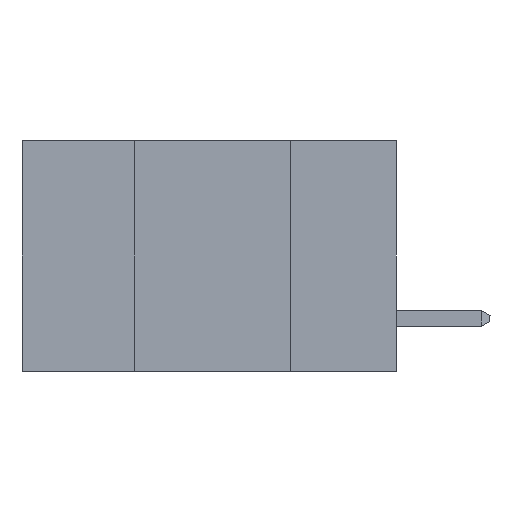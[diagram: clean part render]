
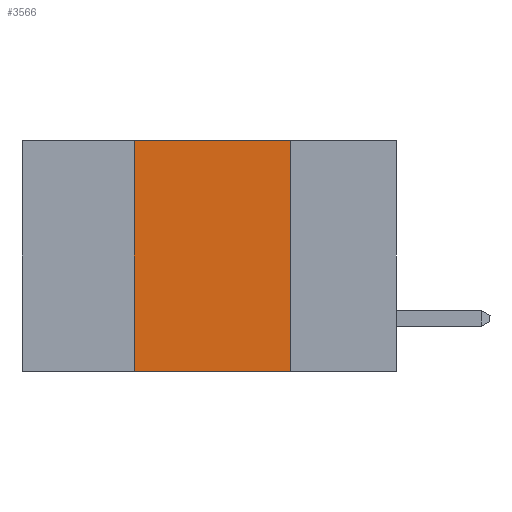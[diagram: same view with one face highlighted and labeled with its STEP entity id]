
A CAD part, left-side view. The second image highlights one B-rep face of the part: STEP entity #3566.
In plain terms, the highlighted planar face has unit normal (-1, 0, 0).
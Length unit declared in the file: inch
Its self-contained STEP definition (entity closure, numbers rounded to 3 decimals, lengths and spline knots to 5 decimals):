
#152 = VECTOR ( 'NONE', #4175, 39.37008 ) ;
#286 = LINE ( 'NONE', #10012, #788 ) ;
#788 = VECTOR ( 'NONE', #10030, 39.37008 ) ;
#976 = EDGE_LOOP ( 'NONE', ( #4700, #15972, #9331, #17073 ) ) ;
#1743 = PLANE ( 'NONE',  #8741 ) ;
#3013 = EDGE_CURVE ( 'NONE', #9016, #6504, #4381, .T. ) ;
#3566 = ADVANCED_FACE ( 'NONE', ( #6391 ), #1743, .F. ) ;
#4175 = DIRECTION ( 'NONE',  ( 0., -1., 0. ) ) ;
#4238 = CARTESIAN_POINT ( 'NONE',  ( 0., 0.6, -0.37 ) ) ;
#4381 = LINE ( 'NONE', #16991, #11217 ) ;
#4700 = ORIENTED_EDGE ( 'NONE', *, *, #10587, .F. ) ;
#4728 = VECTOR ( 'NONE', #17474, 39.37008 ) ;
#5184 = LINE ( 'NONE', #17470, #4728 ) ;
#5796 = VERTEX_POINT ( 'NONE', #8036 ) ;
#6391 = FACE_OUTER_BOUND ( 'NONE', #976, .T. ) ;
#6504 = VERTEX_POINT ( 'NONE', #15144 ) ;
#8036 = CARTESIAN_POINT ( 'NONE',  ( 0., 0.17, -0.37 ) ) ;
#8703 = VERTEX_POINT ( 'NONE', #17587 ) ;
#8741 = AXIS2_PLACEMENT_3D ( 'NONE', #18235, #18083, #18061 ) ;
#9016 = VERTEX_POINT ( 'NONE', #11163 ) ;
#9331 = ORIENTED_EDGE ( 'NONE', *, *, #3013, .F. ) ;
#9662 = EDGE_CURVE ( 'NONE', #6504, #8703, #5184, .T. ) ;
#10012 = CARTESIAN_POINT ( 'NONE',  ( 0., 0.17, -0.37 ) ) ;
#10030 = DIRECTION ( 'NONE',  ( 0., 0., -1. ) ) ;
#10587 = EDGE_CURVE ( 'NONE', #8703, #5796, #286, .T. ) ;
#11163 = CARTESIAN_POINT ( 'NONE',  ( 0., 0.42, -0.37 ) ) ;
#11217 = VECTOR ( 'NONE', #16928, 39.37008 ) ;
#11868 = LINE ( 'NONE', #4238, #152 ) ;
#14392 = EDGE_CURVE ( 'NONE', #9016, #5796, #11868, .T. ) ;
#15144 = CARTESIAN_POINT ( 'NONE',  ( 0., 0.42, 0. ) ) ;
#15972 = ORIENTED_EDGE ( 'NONE', *, *, #9662, .F. ) ;
#16928 = DIRECTION ( 'NONE',  ( 0., 0., 1. ) ) ;
#16991 = CARTESIAN_POINT ( 'NONE',  ( 0., 0.42, -0.37 ) ) ;
#17073 = ORIENTED_EDGE ( 'NONE', *, *, #14392, .T. ) ;
#17470 = CARTESIAN_POINT ( 'NONE',  ( 0., 0.6, 0. ) ) ;
#17474 = DIRECTION ( 'NONE',  ( 0., -1., 0. ) ) ;
#17587 = CARTESIAN_POINT ( 'NONE',  ( 0., 0.17, 0. ) ) ;
#18061 = DIRECTION ( 'NONE',  ( 0., 0., -1. ) ) ;
#18083 = DIRECTION ( 'NONE',  ( 1., 0., 0. ) ) ;
#18235 = CARTESIAN_POINT ( 'NONE',  ( 0., 0.6, 0. ) ) ;
